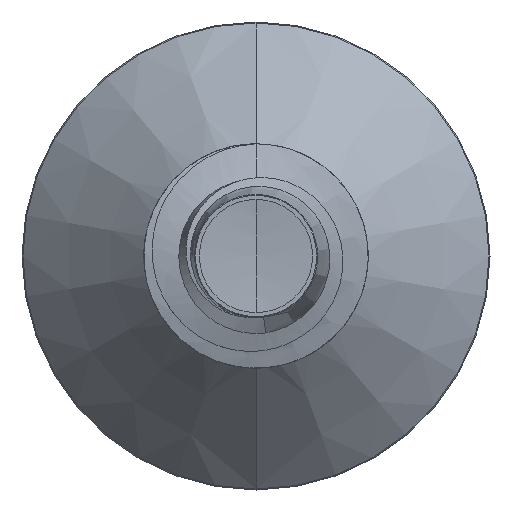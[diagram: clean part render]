
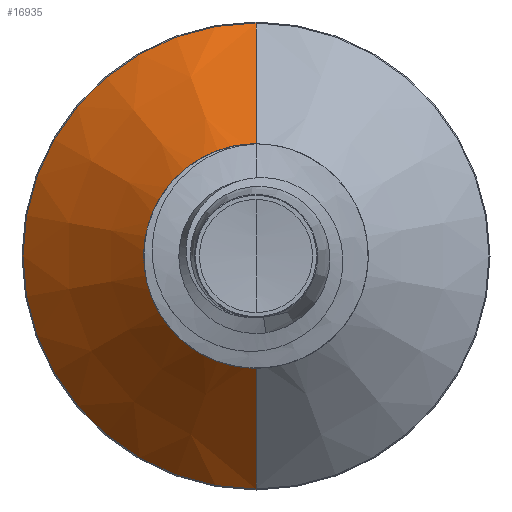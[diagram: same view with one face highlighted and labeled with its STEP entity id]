
A CAD part, front view. The second image highlights one B-rep face of the part: STEP entity #16935.
In plain terms, the highlighted conical face has half-angle 45 degrees and reference radius 1.633 mm.
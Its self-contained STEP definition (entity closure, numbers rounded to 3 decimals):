
#247 = VECTOR ( 'NONE', #13694, 1000. ) ;
#798 = CARTESIAN_POINT ( 'NONE',  ( 0., 8.332, 1.632 ) ) ;
#1863 = CARTESIAN_POINT ( 'NONE',  ( 0., 10.335, -3.635 ) ) ;
#2044 = DIRECTION ( 'NONE',  ( 0., 0.707, 0.707 ) ) ;
#2047 = CARTESIAN_POINT ( 'NONE',  ( 0., 8.332, 1.632 ) ) ;
#4794 = AXIS2_PLACEMENT_3D ( 'NONE', #7731, #7713, #7700 ) ;
#5294 = VERTEX_POINT ( 'NONE', #1863 ) ;
#5887 = AXIS2_PLACEMENT_3D ( 'NONE', #7684, #7590, #7558 ) ;
#7154 = VERTEX_POINT ( 'NONE', #9904 ) ;
#7409 = LINE ( 'NONE', #13717, #247 ) ;
#7558 = DIRECTION ( 'NONE',  ( 0., 0., 1. ) ) ;
#7590 = DIRECTION ( 'NONE',  ( 0., 1., 0. ) ) ;
#7684 = CARTESIAN_POINT ( 'NONE',  ( 0., 10.335, 0. ) ) ;
#7700 = DIRECTION ( 'NONE',  ( 0., 0., 1. ) ) ;
#7713 = DIRECTION ( 'NONE',  ( 0., 1., 0. ) ) ;
#7731 = CARTESIAN_POINT ( 'NONE',  ( 0., 8.332, 0. ) ) ;
#8035 = ORIENTED_EDGE ( 'NONE', *, *, #15268, .T. ) ;
#8242 = DIRECTION ( 'NONE',  ( 0., 1., 0. ) ) ;
#8324 = CARTESIAN_POINT ( 'NONE',  ( 0., 10.335, 3.635 ) ) ;
#8408 = CIRCLE ( 'NONE', #4794, 1.632 ) ;
#8516 = DIRECTION ( 'NONE',  ( 0., 0., 1. ) ) ;
#9234 = CARTESIAN_POINT ( 'NONE',  ( 0., 8.332, 0. ) ) ;
#9904 = CARTESIAN_POINT ( 'NONE',  ( 0., 8.332, -1.632 ) ) ;
#10276 = CONICAL_SURFACE ( 'NONE', #15893, 1.632, 0.785 ) ;
#11149 = FACE_OUTER_BOUND ( 'NONE', #13433, .T. ) ;
#11865 = ORIENTED_EDGE ( 'NONE', *, *, #16806, .T. ) ;
#11925 = VECTOR ( 'NONE', #2044, 1000. ) ;
#11967 = CIRCLE ( 'NONE', #5887, 3.635 ) ;
#13433 = EDGE_LOOP ( 'NONE', ( #14395, #8035, #11865, #14687 ) ) ;
#13694 = DIRECTION ( 'NONE',  ( 0., 0.707, -0.707 ) ) ;
#13717 = CARTESIAN_POINT ( 'NONE',  ( 0., 8.332, -1.632 ) ) ;
#14395 = ORIENTED_EDGE ( 'NONE', *, *, #14652, .F. ) ;
#14652 = EDGE_CURVE ( 'NONE', #7154, #5294, #7409, .T. ) ;
#14687 = ORIENTED_EDGE ( 'NONE', *, *, #14831, .F. ) ;
#14831 = EDGE_CURVE ( 'NONE', #5294, #16937, #11967, .T. ) ;
#15268 = EDGE_CURVE ( 'NONE', #7154, #17033, #8408, .T. ) ;
#15893 = AXIS2_PLACEMENT_3D ( 'NONE', #9234, #8242, #8516 ) ;
#16622 = LINE ( 'NONE', #2047, #11925 ) ;
#16806 = EDGE_CURVE ( 'NONE', #17033, #16937, #16622, .T. ) ;
#16935 = ADVANCED_FACE ( 'NONE', ( #11149 ), #10276, .T. ) ;
#16937 = VERTEX_POINT ( 'NONE', #8324 ) ;
#17033 = VERTEX_POINT ( 'NONE', #798 ) ;
